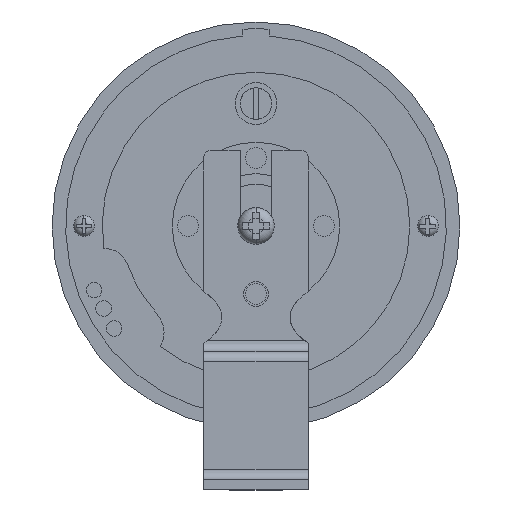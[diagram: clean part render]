
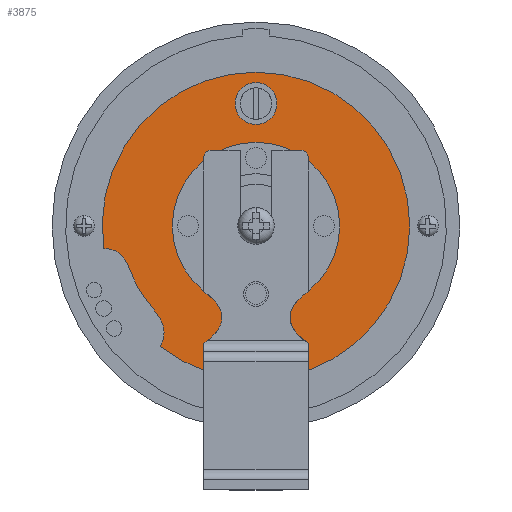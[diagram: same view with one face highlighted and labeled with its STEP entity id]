
A CAD part, front view. The second image highlights one B-rep face of the part: STEP entity #3875.
In plain terms, the highlighted planar face has unit normal (0, -1, 0).
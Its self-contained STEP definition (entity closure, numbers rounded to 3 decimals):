
#181 = CARTESIAN_POINT ( 'NONE',  ( 0., 11.5, 29.4 ) ) ;
#225 = ORIENTED_EDGE ( 'NONE', *, *, #459, .F. ) ;
#269 = AXIS2_PLACEMENT_3D ( 'NONE', #5317, #5748, #792 ) ;
#273 = CARTESIAN_POINT ( 'NONE',  ( 0., 11.5, 23.4 ) ) ;
#275 = EDGE_LOOP ( 'NONE', ( #1265, #2004 ) ) ;
#411 = DIRECTION ( 'NONE',  ( 0., 0., -1. ) ) ;
#459 = EDGE_CURVE ( 'NONE', #866, #542, #5555, .T. ) ;
#465 = ORIENTED_EDGE ( 'NONE', *, *, #3371, .F. ) ;
#528 = CARTESIAN_POINT ( 'NONE',  ( 0., 11.5, 0. ) ) ;
#542 = VERTEX_POINT ( 'NONE', #4329 ) ;
#577 = DIRECTION ( 'NONE',  ( 0., 0., -1. ) ) ;
#603 = CARTESIAN_POINT ( 'NONE',  ( 0., 11.5, 16. ) ) ;
#609 = EDGE_CURVE ( 'NONE', #4276, #3064, #675, .T. ) ;
#675 = CIRCLE ( 'NONE', #3537, 29.4 ) ;
#709 = CIRCLE ( 'NONE', #2531, 29.4 ) ;
#737 = VERTEX_POINT ( 'NONE', #2468 ) ;
#792 = DIRECTION ( 'NONE',  ( 0., 0., -1. ) ) ;
#866 = VERTEX_POINT ( 'NONE', #3465 ) ;
#904 = ORIENTED_EDGE ( 'NONE', *, *, #3355, .F. ) ;
#919 = VERTEX_POINT ( 'NONE', #2747 ) ;
#1088 = AXIS2_PLACEMENT_3D ( 'NONE', #4768, #4845, #3890 ) ;
#1141 = FACE_BOUND ( 'NONE', #4279, .T. ) ;
#1265 = ORIENTED_EDGE ( 'NONE', *, *, #1537, .F. ) ;
#1339 = DIRECTION ( 'NONE',  ( 0., 0., -1. ) ) ;
#1405 = CARTESIAN_POINT ( 'NONE',  ( -24.092, 11.5, -13.787 ) ) ;
#1447 = DIRECTION ( 'NONE',  ( 0., 0., -1. ) ) ;
#1489 = DIRECTION ( 'NONE',  ( 0., -1., 0. ) ) ;
#1526 = CARTESIAN_POINT ( 'NONE',  ( -29.082, 11.5, -4.313 ) ) ;
#1537 = EDGE_CURVE ( 'NONE', #737, #5043, #1936, .T. ) ;
#1573 = FACE_BOUND ( 'NONE', #275, .T. ) ;
#1678 = CARTESIAN_POINT ( 'NONE',  ( -18.276, 11.5, -23.029 ) ) ;
#1738 = ORIENTED_EDGE ( 'NONE', *, *, #609, .T. ) ;
#1860 = CARTESIAN_POINT ( 'NONE',  ( -24.534, 11.5, -4.322 ) ) ;
#1879 = ORIENTED_EDGE ( 'NONE', *, *, #3592, .T. ) ;
#1936 = CIRCLE ( 'NONE', #1088, 16. ) ;
#1993 = AXIS2_PLACEMENT_3D ( 'NONE', #3726, #1489, #4626 ) ;
#1998 = ORIENTED_EDGE ( 'NONE', *, *, #4740, .T. ) ;
#2004 = ORIENTED_EDGE ( 'NONE', *, *, #5487, .F. ) ;
#2151 = AXIS2_PLACEMENT_3D ( 'NONE', #2716, #4065, #411 ) ;
#2197 = CARTESIAN_POINT ( 'NONE',  ( -15.883, 11.5, -18.362 ) ) ;
#2405 = DIRECTION ( 'NONE',  ( 0., -1., 0. ) ) ;
#2468 = CARTESIAN_POINT ( 'NONE',  ( 0., 11.5, -16. ) ) ;
#2469 = DIRECTION ( 'NONE',  ( 0., -1., 0. ) ) ;
#2531 = AXIS2_PLACEMENT_3D ( 'NONE', #528, #2469, #1447 ) ;
#2588 = VERTEX_POINT ( 'NONE', #1678 ) ;
#2716 = CARTESIAN_POINT ( 'NONE',  ( 0., 11.5, 0. ) ) ;
#2747 = CARTESIAN_POINT ( 'NONE',  ( -29.082, 11.5, -4.313 ) ) ;
#2842 = CARTESIAN_POINT ( 'NONE',  ( 0., 11.5, 0. ) ) ;
#2995 = CARTESIAN_POINT ( 'NONE',  ( -18.276, 11.5, -23.029 ) ) ;
#3064 = VERTEX_POINT ( 'NONE', #181 ) ;
#3146 = AXIS2_PLACEMENT_3D ( 'NONE', #273, #5313, #4313 ) ;
#3355 = EDGE_CURVE ( 'NONE', #542, #866, #4813, .T. ) ;
#3371 = EDGE_CURVE ( 'NONE', #2588, #919, #5064, .T. ) ;
#3465 = CARTESIAN_POINT ( 'NONE',  ( 0., 11.5, 19.4 ) ) ;
#3522 = CIRCLE ( 'NONE', #1993, 16. ) ;
#3537 = AXIS2_PLACEMENT_3D ( 'NONE', #3601, #3994, #1339 ) ;
#3592 = EDGE_CURVE ( 'NONE', #2588, #4276, #709, .T. ) ;
#3600 = CARTESIAN_POINT ( 'NONE',  ( 0., 11.5, -29.4 ) ) ;
#3601 = CARTESIAN_POINT ( 'NONE',  ( 0., 11.5, 0. ) ) ;
#3726 = CARTESIAN_POINT ( 'NONE',  ( 0., 11.5, 0. ) ) ;
#3875 = ADVANCED_FACE ( 'NONE', ( #1141, #4531, #1573 ), #5533, .T. ) ;
#3890 = DIRECTION ( 'NONE',  ( 0., 0., -1. ) ) ;
#3902 = EDGE_LOOP ( 'NONE', ( #465, #1879, #1738, #1998 ) ) ;
#3994 = DIRECTION ( 'NONE',  ( 0., -1., 0. ) ) ;
#4065 = DIRECTION ( 'NONE',  ( 0., -1., 0. ) ) ;
#4276 = VERTEX_POINT ( 'NONE', #3600 ) ;
#4279 = EDGE_LOOP ( 'NONE', ( #225, #904 ) ) ;
#4313 = DIRECTION ( 'NONE',  ( 0., 0., -1. ) ) ;
#4329 = CARTESIAN_POINT ( 'NONE',  ( 0., 11.5, 27.4 ) ) ;
#4531 = FACE_OUTER_BOUND ( 'NONE', #3902, .T. ) ;
#4626 = DIRECTION ( 'NONE',  ( 0., 0., -1. ) ) ;
#4740 = EDGE_CURVE ( 'NONE', #3064, #919, #4944, .T. ) ;
#4768 = CARTESIAN_POINT ( 'NONE',  ( 0., 11.5, 0. ) ) ;
#4813 = CIRCLE ( 'NONE', #3146, 4. ) ;
#4845 = DIRECTION ( 'NONE',  ( 0., -1., 0. ) ) ;
#4944 = CIRCLE ( 'NONE', #2151, 29.4 ) ;
#5043 = VERTEX_POINT ( 'NONE', #603 ) ;
#5064 = B_SPLINE_CURVE_WITH_KNOTS ( 'NONE', 3,
 ( #2995, #2197, #1405, #1860, #1526 ),
 .UNSPECIFIED., .F., .F.,
 ( 4, 1, 4 ),
 ( 0., 0.534, 1. ),
 .UNSPECIFIED. ) ;
#5313 = DIRECTION ( 'NONE',  ( 0., -1., 0. ) ) ;
#5317 = CARTESIAN_POINT ( 'NONE',  ( 0., 11.5, 23.4 ) ) ;
#5487 = EDGE_CURVE ( 'NONE', #5043, #737, #3522, .T. ) ;
#5533 = PLANE ( 'NONE',  #5735 ) ;
#5555 = CIRCLE ( 'NONE', #269, 4. ) ;
#5735 = AXIS2_PLACEMENT_3D ( 'NONE', #2842, #2405, #577 ) ;
#5748 = DIRECTION ( 'NONE',  ( 0., -1., 0. ) ) ;
